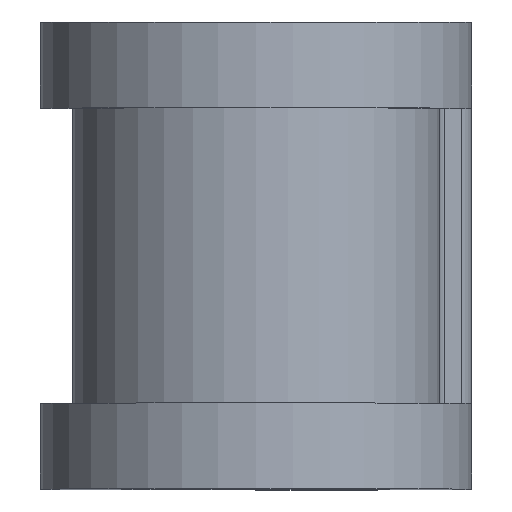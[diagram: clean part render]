
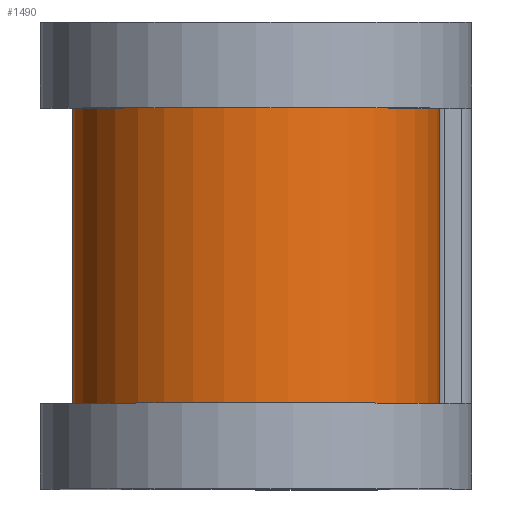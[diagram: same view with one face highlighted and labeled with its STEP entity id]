
A CAD part, top view. The second image highlights one B-rep face of the part: STEP entity #1490.
In plain terms, the highlighted cylindrical face has radius 8.687 mm (diameter 17.374 mm), a partial arc.
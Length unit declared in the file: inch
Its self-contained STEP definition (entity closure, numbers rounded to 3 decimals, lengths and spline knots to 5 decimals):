
#5 = ORIENTED_EDGE ( 'NONE', *, *, #1345, .T. ) ;
#31 = CIRCLE ( 'NONE', #1516, 0.342 ) ;
#66 = CYLINDRICAL_SURFACE ( 'NONE', #1517, 0.342 ) ;
#97 = LINE ( 'NONE', #1563, #904 ) ;
#102 = ORIENTED_EDGE ( 'NONE', *, *, #1510, .F. ) ;
#117 = DIRECTION ( 'NONE',  ( 0., 0., -1. ) ) ;
#144 = AXIS2_PLACEMENT_3D ( 'NONE', #424, #1587, #595 ) ;
#259 = DIRECTION ( 'NONE',  ( 0., -1., 0. ) ) ;
#341 = CIRCLE ( 'NONE', #144, 0.342 ) ;
#355 = EDGE_CURVE ( 'NONE', #547, #408, #341, .T. ) ;
#389 = CARTESIAN_POINT ( 'NONE',  ( 0.342, -0.275, 0.5 ) ) ;
#408 = VERTEX_POINT ( 'NONE', #753 ) ;
#424 = CARTESIAN_POINT ( 'NONE',  ( 0., 0.275, 0.5 ) ) ;
#547 = VERTEX_POINT ( 'NONE', #1818 ) ;
#595 = DIRECTION ( 'NONE',  ( 0., 0., -1. ) ) ;
#699 = DIRECTION ( 'NONE',  ( 0., 0., -1. ) ) ;
#728 = LINE ( 'NONE', #1363, #2007 ) ;
#753 = CARTESIAN_POINT ( 'NONE',  ( -0.342, 0.275, 0.5 ) ) ;
#772 = EDGE_LOOP ( 'NONE', ( #102, #1583, #5, #1942 ) ) ;
#904 = VECTOR ( 'NONE', #259, 39.37008 ) ;
#929 = FACE_OUTER_BOUND ( 'NONE', #772, .T. ) ;
#1018 = EDGE_CURVE ( 'NONE', #1680, #2084, #31, .T. ) ;
#1097 = DIRECTION ( 'NONE',  ( 0., -1., 0. ) ) ;
#1192 = CARTESIAN_POINT ( 'NONE',  ( 0., 0.375, 0.5 ) ) ;
#1345 = EDGE_CURVE ( 'NONE', #408, #2084, #97, .T. ) ;
#1363 = CARTESIAN_POINT ( 'NONE',  ( 0.342, 0.375, 0.5 ) ) ;
#1490 = ADVANCED_FACE ( 'NONE', ( #929 ), #66, .T. ) ;
#1503 = CARTESIAN_POINT ( 'NONE',  ( -0.342, -0.275, 0.5 ) ) ;
#1510 = EDGE_CURVE ( 'NONE', #547, #1680, #728, .T. ) ;
#1516 = AXIS2_PLACEMENT_3D ( 'NONE', #2089, #1097, #117 ) ;
#1517 = AXIS2_PLACEMENT_3D ( 'NONE', #1192, #1687, #699 ) ;
#1531 = DIRECTION ( 'NONE',  ( 0., -1., 0. ) ) ;
#1563 = CARTESIAN_POINT ( 'NONE',  ( -0.342, 0.375, 0.5 ) ) ;
#1583 = ORIENTED_EDGE ( 'NONE', *, *, #355, .T. ) ;
#1587 = DIRECTION ( 'NONE',  ( 0., -1., 0. ) ) ;
#1680 = VERTEX_POINT ( 'NONE', #389 ) ;
#1687 = DIRECTION ( 'NONE',  ( 0., -1., 0. ) ) ;
#1818 = CARTESIAN_POINT ( 'NONE',  ( 0.342, 0.275, 0.5 ) ) ;
#1942 = ORIENTED_EDGE ( 'NONE', *, *, #1018, .F. ) ;
#2007 = VECTOR ( 'NONE', #1531, 39.37008 ) ;
#2084 = VERTEX_POINT ( 'NONE', #1503 ) ;
#2089 = CARTESIAN_POINT ( 'NONE',  ( 0., -0.275, 0.5 ) ) ;
